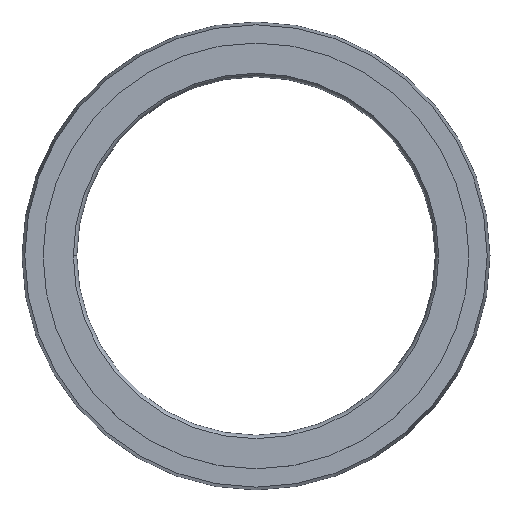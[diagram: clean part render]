
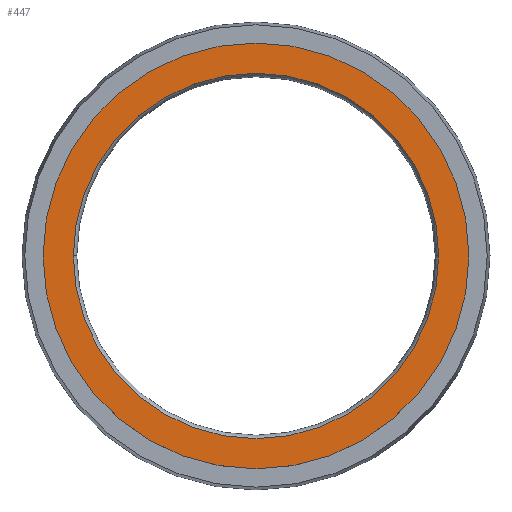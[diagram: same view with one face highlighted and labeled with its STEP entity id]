
A CAD part, top view. The second image highlights one B-rep face of the part: STEP entity #447.
In plain terms, the highlighted planar face has unit normal (0, 0, 1).
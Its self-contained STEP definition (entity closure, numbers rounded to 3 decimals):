
#4 = DIRECTION ( 'NONE',  ( 0., 0., 1. ) ) ;
#15 = DIRECTION ( 'NONE',  ( 0., 0., -1. ) ) ;
#20 = EDGE_LOOP ( 'NONE', ( #145, #532 ) ) ;
#37 = AXIS2_PLACEMENT_3D ( 'NONE', #162, #208, #207 ) ;
#38 = DIRECTION ( 'NONE',  ( 0., 0., 1. ) ) ;
#39 = EDGE_CURVE ( 'NONE', #426, #339, #183, .T. ) ;
#42 = CARTESIAN_POINT ( 'NONE',  ( 0., 0., 0. ) ) ;
#90 = AXIS2_PLACEMENT_3D ( 'NONE', #353, #4, #399 ) ;
#145 = ORIENTED_EDGE ( 'NONE', *, *, #160, .F. ) ;
#154 = CIRCLE ( 'NONE', #280, 13. ) ;
#160 = EDGE_CURVE ( 'NONE', #339, #426, #154, .T. ) ;
#162 = CARTESIAN_POINT ( 'NONE',  ( 0., 0., 0. ) ) ;
#183 = CIRCLE ( 'NONE', #90, 13. ) ;
#207 = DIRECTION ( 'NONE',  ( 1., 0., 0. ) ) ;
#208 = DIRECTION ( 'NONE',  ( 0., 0., 1. ) ) ;
#225 = EDGE_CURVE ( 'NONE', #394, #476, #616, .T. ) ;
#259 = CARTESIAN_POINT ( 'NONE',  ( -13., 0., 0. ) ) ;
#266 = DIRECTION ( 'NONE',  ( 0., 0., 1. ) ) ;
#280 = AXIS2_PLACEMENT_3D ( 'NONE', #364, #266, #624 ) ;
#303 = DIRECTION ( 'NONE',  ( 1., 0., 0. ) ) ;
#311 = CARTESIAN_POINT ( 'NONE',  ( 13., 0., 0. ) ) ;
#328 = CARTESIAN_POINT ( 'NONE',  ( 0., 0., 0. ) ) ;
#339 = VERTEX_POINT ( 'NONE', #311 ) ;
#353 = CARTESIAN_POINT ( 'NONE',  ( 0., 0., 0. ) ) ;
#364 = CARTESIAN_POINT ( 'NONE',  ( 0., 0., 0. ) ) ;
#375 = DIRECTION ( 'NONE',  ( -1., 0., 0. ) ) ;
#378 = CIRCLE ( 'NONE', #37, 15.15 ) ;
#394 = VERTEX_POINT ( 'NONE', #411 ) ;
#399 = DIRECTION ( 'NONE',  ( 1., 0., 0. ) ) ;
#411 = CARTESIAN_POINT ( 'NONE',  ( -15.15, 0., 0. ) ) ;
#426 = VERTEX_POINT ( 'NONE', #259 ) ;
#447 = ADVANCED_FACE ( 'NONE', ( #598, #575 ), #608, .F. ) ;
#463 = ORIENTED_EDGE ( 'NONE', *, *, #225, .T. ) ;
#476 = VERTEX_POINT ( 'NONE', #561 ) ;
#532 = ORIENTED_EDGE ( 'NONE', *, *, #39, .F. ) ;
#535 = EDGE_LOOP ( 'NONE', ( #611, #463 ) ) ;
#552 = EDGE_CURVE ( 'NONE', #476, #394, #378, .T. ) ;
#561 = CARTESIAN_POINT ( 'NONE',  ( 15.15, 0., 0. ) ) ;
#575 = FACE_OUTER_BOUND ( 'NONE', #535, .T. ) ;
#585 = AXIS2_PLACEMENT_3D ( 'NONE', #42, #38, #303 ) ;
#598 = FACE_BOUND ( 'NONE', #20, .T. ) ;
#607 = AXIS2_PLACEMENT_3D ( 'NONE', #328, #15, #375 ) ;
#608 = PLANE ( 'NONE',  #607 ) ;
#611 = ORIENTED_EDGE ( 'NONE', *, *, #552, .T. ) ;
#616 = CIRCLE ( 'NONE', #585, 15.15 ) ;
#624 = DIRECTION ( 'NONE',  ( 1., 0., 0. ) ) ;
